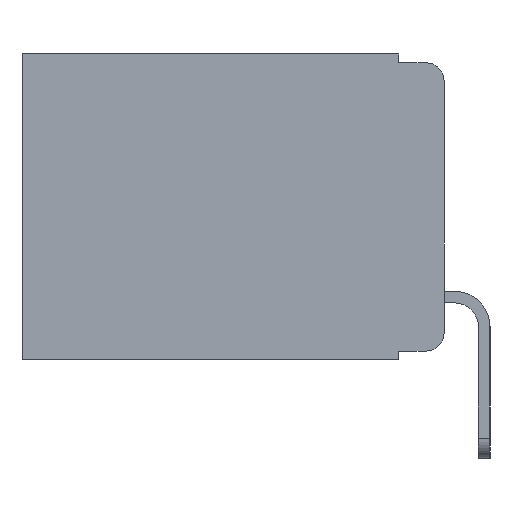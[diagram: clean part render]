
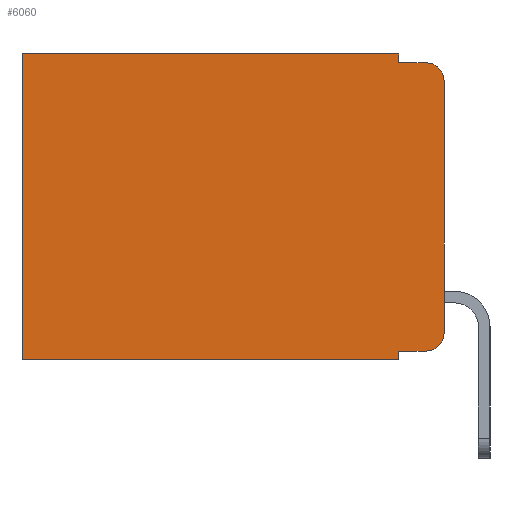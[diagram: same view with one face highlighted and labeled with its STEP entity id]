
A CAD part, left-side view. The second image highlights one B-rep face of the part: STEP entity #6060.
In plain terms, the highlighted planar face has unit normal (-1, 0, 0).
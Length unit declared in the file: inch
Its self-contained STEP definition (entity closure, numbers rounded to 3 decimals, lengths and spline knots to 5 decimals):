
#145 = VERTEX_POINT ( 'NONE', #21917 ) ;
#198 = EDGE_CURVE ( 'NONE', #19342, #20038, #13749, .T. ) ;
#1985 = ORIENTED_EDGE ( 'NONE', *, *, #14180, .T. ) ;
#2036 = VERTEX_POINT ( 'NONE', #21575 ) ;
#2325 = CARTESIAN_POINT ( 'NONE',  ( 0.298, 0.02, -0.313 ) ) ;
#2602 = DIRECTION ( 'NONE',  ( -1., 0., 0. ) ) ;
#2914 = VECTOR ( 'NONE', #5961, 39.37008 ) ;
#2955 = LINE ( 'NONE', #18232, #23154 ) ;
#2962 = VERTEX_POINT ( 'NONE', #12715 ) ;
#3347 = CARTESIAN_POINT ( 'NONE',  ( 0.298, 0.051, -0.01 ) ) ;
#3350 = VECTOR ( 'NONE', #12451, 39.37008 ) ;
#3779 = CARTESIAN_POINT ( 'NONE',  ( 0.298, 0., 0. ) ) ;
#4072 = LINE ( 'NONE', #16241, #3350 ) ;
#4289 = VERTEX_POINT ( 'NONE', #5559 ) ;
#4389 = VERTEX_POINT ( 'NONE', #7478 ) ;
#4805 = VERTEX_POINT ( 'NONE', #22745 ) ;
#5282 = VECTOR ( 'NONE', #17419, 39.37008 ) ;
#5504 = CARTESIAN_POINT ( 'NONE',  ( 0.298, 0., -0.313 ) ) ;
#5559 = CARTESIAN_POINT ( 'NONE',  ( 0.298, 0.473, -0.343 ) ) ;
#5690 = VERTEX_POINT ( 'NONE', #12821 ) ;
#5807 = CARTESIAN_POINT ( 'NONE',  ( 0.298, 0.473, 0. ) ) ;
#5924 = CARTESIAN_POINT ( 'NONE',  ( 0.298, 0.02, -0.333 ) ) ;
#5961 = DIRECTION ( 'NONE',  ( 0., 0., -1. ) ) ;
#6060 = ADVANCED_FACE ( 'NONE', ( #18972 ), #23333, .F. ) ;
#6196 = ORIENTED_EDGE ( 'NONE', *, *, #21698, .F. ) ;
#7478 = CARTESIAN_POINT ( 'NONE',  ( 0.298, 0.051, 0. ) ) ;
#7725 = VECTOR ( 'NONE', #21453, 39.37008 ) ;
#7847 = CARTESIAN_POINT ( 'NONE',  ( 0.298, 0.051, 0. ) ) ;
#8193 = CARTESIAN_POINT ( 'NONE',  ( 0.298, 0.051, -0.333 ) ) ;
#8339 = LINE ( 'NONE', #9804, #16758 ) ;
#8397 = LINE ( 'NONE', #8193, #7725 ) ;
#8537 = ORIENTED_EDGE ( 'NONE', *, *, #8917, .F. ) ;
#8729 = ORIENTED_EDGE ( 'NONE', *, *, #21799, .T. ) ;
#8917 = EDGE_CURVE ( 'NONE', #145, #4289, #8339, .T. ) ;
#9443 = AXIS2_PLACEMENT_3D ( 'NONE', #10738, #23683, #12640 ) ;
#9804 = CARTESIAN_POINT ( 'NONE',  ( 0.298, 0., -0.343 ) ) ;
#10007 = DIRECTION ( 'NONE',  ( 0., 0., -1. ) ) ;
#10738 = CARTESIAN_POINT ( 'NONE',  ( 0.298, 0.02, -0.03 ) ) ;
#10896 = LINE ( 'NONE', #7847, #20259 ) ;
#11303 = ORIENTED_EDGE ( 'NONE', *, *, #198, .T. ) ;
#11677 = DIRECTION ( 'NONE',  ( 0., 1., 0. ) ) ;
#12272 = DIRECTION ( 'NONE',  ( 1., 0., 0. ) ) ;
#12451 = DIRECTION ( 'NONE',  ( 0., 1., 0. ) ) ;
#12569 = AXIS2_PLACEMENT_3D ( 'NONE', #2325, #2602, #21091 ) ;
#12615 = DIRECTION ( 'NONE',  ( 0., 0., -1. ) ) ;
#12640 = DIRECTION ( 'NONE',  ( 0., 0., -1. ) ) ;
#12715 = CARTESIAN_POINT ( 'NONE',  ( 0.298, 0.02, -0.01 ) ) ;
#12821 = CARTESIAN_POINT ( 'NONE',  ( 0.298, 0.051, -0.333 ) ) ;
#13408 = CARTESIAN_POINT ( 'NONE',  ( 0.298, 0.051, -0.01 ) ) ;
#13749 = CIRCLE ( 'NONE', #12569, 0.02 ) ;
#14098 = CARTESIAN_POINT ( 'NONE',  ( 0.298, 0., 0. ) ) ;
#14180 = EDGE_CURVE ( 'NONE', #4389, #4805, #4072, .T. ) ;
#15841 = DIRECTION ( 'NONE',  ( 0., 0., -1. ) ) ;
#16241 = CARTESIAN_POINT ( 'NONE',  ( 0.298, 0., 0. ) ) ;
#16509 = LINE ( 'NONE', #3347, #5282 ) ;
#16758 = VECTOR ( 'NONE', #11677, 39.37008 ) ;
#17419 = DIRECTION ( 'NONE',  ( 0., -1., 0. ) ) ;
#17740 = LINE ( 'NONE', #3779, #2914 ) ;
#17822 = ORIENTED_EDGE ( 'NONE', *, *, #21075, .T. ) ;
#18232 = CARTESIAN_POINT ( 'NONE',  ( 0.298, 0.051, 0. ) ) ;
#18565 = VECTOR ( 'NONE', #15841, 39.37008 ) ;
#18675 = ORIENTED_EDGE ( 'NONE', *, *, #23566, .F. ) ;
#18684 = AXIS2_PLACEMENT_3D ( 'NONE', #14098, #12272, #25125 ) ;
#18695 = ORIENTED_EDGE ( 'NONE', *, *, #25246, .T. ) ;
#18972 = FACE_OUTER_BOUND ( 'NONE', #20237, .T. ) ;
#19342 = VERTEX_POINT ( 'NONE', #5924 ) ;
#20038 = VERTEX_POINT ( 'NONE', #5504 ) ;
#20237 = EDGE_LOOP ( 'NONE', ( #22958, #17822, #6196, #22413, #1985, #8729, #8537, #18675, #18695, #11303 ) ) ;
#20259 = VECTOR ( 'NONE', #10007, 39.37008 ) ;
#20795 = EDGE_CURVE ( 'NONE', #2036, #20038, #17740, .T. ) ;
#21075 = EDGE_CURVE ( 'NONE', #2036, #2962, #24513, .T. ) ;
#21091 = DIRECTION ( 'NONE',  ( 0., 0., -1. ) ) ;
#21453 = DIRECTION ( 'NONE',  ( 0., -1., 0. ) ) ;
#21575 = CARTESIAN_POINT ( 'NONE',  ( 0.298, 0., -0.03 ) ) ;
#21698 = EDGE_CURVE ( 'NONE', #22921, #2962, #16509, .T. ) ;
#21736 = EDGE_CURVE ( 'NONE', #4389, #22921, #10896, .T. ) ;
#21799 = EDGE_CURVE ( 'NONE', #4805, #4289, #23370, .T. ) ;
#21917 = CARTESIAN_POINT ( 'NONE',  ( 0.298, 0.051, -0.343 ) ) ;
#22413 = ORIENTED_EDGE ( 'NONE', *, *, #21736, .F. ) ;
#22745 = CARTESIAN_POINT ( 'NONE',  ( 0.298, 0.473, 0. ) ) ;
#22921 = VERTEX_POINT ( 'NONE', #13408 ) ;
#22958 = ORIENTED_EDGE ( 'NONE', *, *, #20795, .F. ) ;
#23154 = VECTOR ( 'NONE', #12615, 39.37008 ) ;
#23333 = PLANE ( 'NONE',  #18684 ) ;
#23370 = LINE ( 'NONE', #5807, #18565 ) ;
#23566 = EDGE_CURVE ( 'NONE', #5690, #145, #2955, .T. ) ;
#23683 = DIRECTION ( 'NONE',  ( -1., 0., 0. ) ) ;
#24513 = CIRCLE ( 'NONE', #9443, 0.02 ) ;
#25125 = DIRECTION ( 'NONE',  ( 0., 0., -1. ) ) ;
#25246 = EDGE_CURVE ( 'NONE', #5690, #19342, #8397, .T. ) ;
